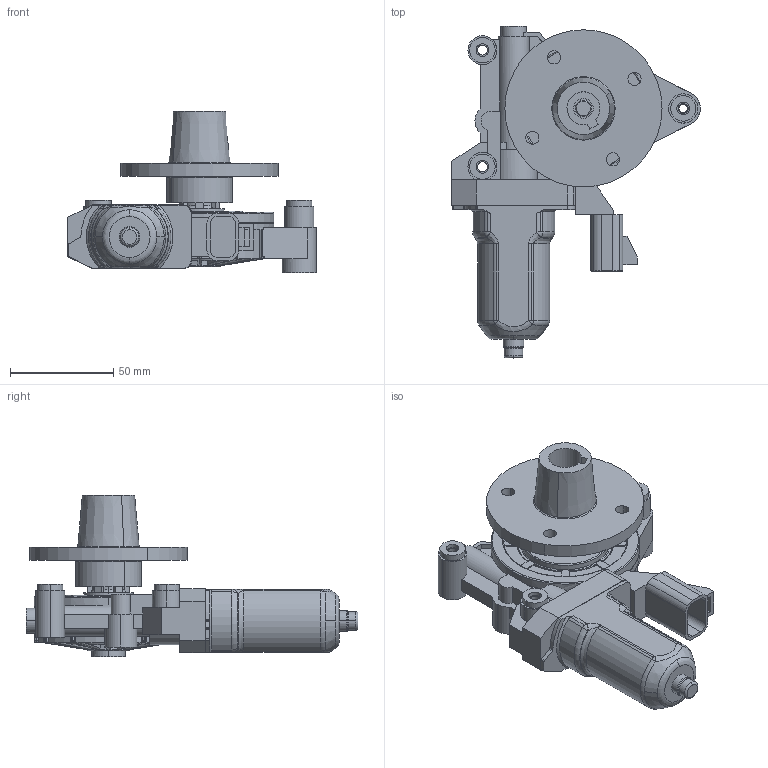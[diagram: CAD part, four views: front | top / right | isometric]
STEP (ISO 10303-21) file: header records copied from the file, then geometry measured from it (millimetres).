
FILE_DESCRIPTION((''),'2;1');
FILE_NAME('ND Motor Right.stp','2006-01-29T21:09:43',('t8558es'),(''),'Autodesk Inventor (R) 6.0','Autodesk Inventor (R) 6.0','');
FILE_SCHEMA(('AUTOMOTIVE_DESIGN { 1 0 10303 214 1 1 1 1 }'));
Length unit declared in the file: inch
Products named in the file (3): ND Motor Right; nippondensogearcoupler2
Assembly tree (2 placements, depth 2):
  ND Motor Right
    ND Motor Right
    nippondensogearcoupler2
Bounding box: 120.53 x 161 x 78.56 mm (x, y, z)
Volume: 263243.3 mm3; surface area: 61912 mm2
Topology: 2 solids, 2 shells, 864 faces, 2333 edges, 1449 vertices
Faces by surface type: cylinder 349, plane 316, bspline 106, torus 41, sphere 40, cone 12
Entity records: 34612 total; most frequent: CARTESIAN_POINT 13400, ORIENTED_EDGE 4598, DIRECTION 4342, EDGE_CURVE 2299, AXIS2_PLACEMENT_3D 1657, VERTEX_POINT 1449, VECTOR 1028, LINE 1028
